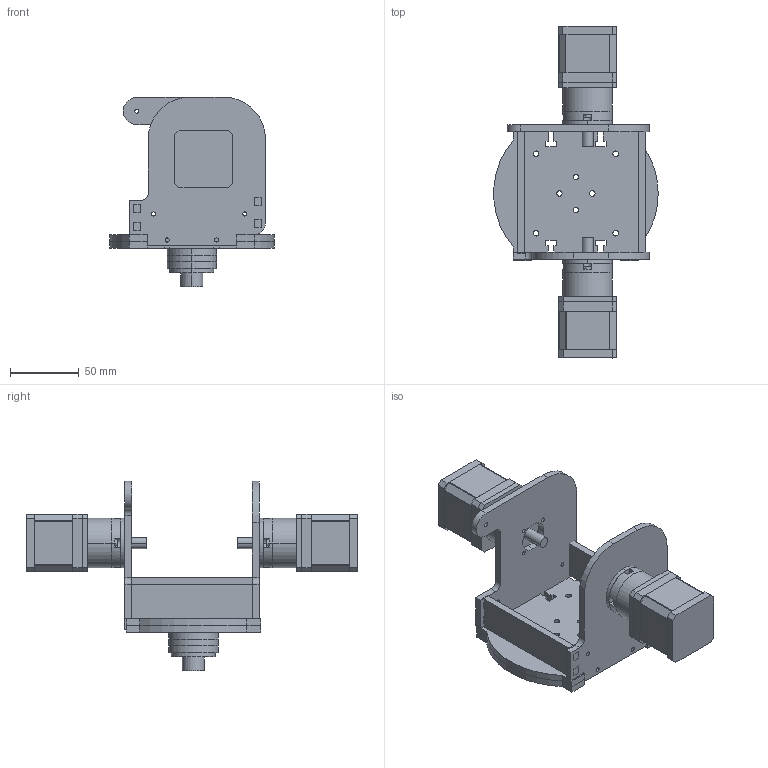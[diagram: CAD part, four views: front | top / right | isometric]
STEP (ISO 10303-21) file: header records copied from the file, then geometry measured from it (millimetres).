
FILE_DESCRIPTION (( 'STEP AP203' ), '1' );
FILE_NAME ('khau_xoay_link12.step_Default_sldprt.STEP', '2024-10-18T06:09:07', ( '' ), ( '' ), 'SwSTEP 2.0', 'SolidWorks 2023', '' );
FILE_SCHEMA (( 'CONFIG_CONTROL_DESIGN' ));
Length unit declared in the file: millimetre
Products named in the file (1): khau_xoay_link12.step_Default_sldprt
Bounding box: 119.82 x 242 x 138 mm (x, y, z)
Volume: 434169.5 mm3; surface area: 170661.3 mm2
Topology: 26 solids, 26 shells, 599 faces, 1554 edges, 1026 vertices
Faces by surface type: plane 352, cylinder 231, cone 16
Entity records: 18679 total; most frequent: DIRECTION 3258, CARTESIAN_POINT 3180, ORIENTED_EDGE 3108, EDGE_CURVE 1554, AXIS2_PLACEMENT_3D 1104, VECTOR 1050, LINE 1050, VERTEX_POINT 1026
